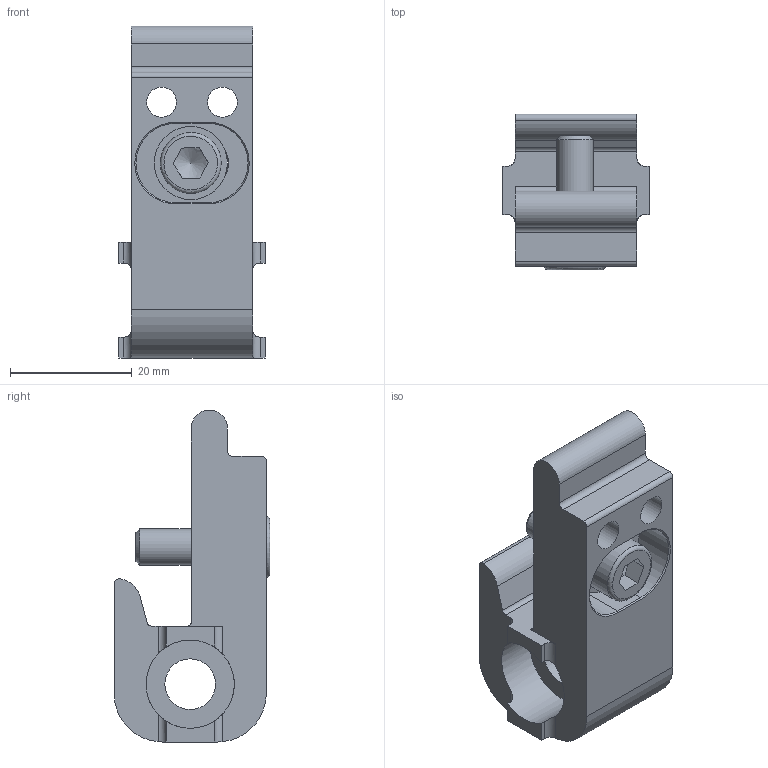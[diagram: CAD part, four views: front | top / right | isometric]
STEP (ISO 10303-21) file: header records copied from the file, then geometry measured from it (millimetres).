
FILE_DESCRIPTION(('STEP AP203'),'1');
FILE_NAME('SAFE08E1080.stp','2023-10-10T13:19:48',(' '),(' '),'Spatial InterOp 3D',' ',' ');
FILE_SCHEMA(('CONFIG_CONTROL_DESIGN'));
Length unit declared in the file: millimetre
Products named in the file (4): Butée de porte 8 Attache panneau 8; rondelle; vis; corps
Assembly tree (3 placements, depth 2):
  Butée de porte 8 Attache panneau 8
    rondelle
    vis
    corps
Bounding box: 24 x 25.6 x 54.5 mm (x, y, z)
Volume: 13696.2 mm3; surface area: 7420 mm2
Topology: 3 solids, 3 shells, 87 faces, 226 edges, 147 vertices
Faces by surface type: plane 48, cylinder 30, cone 8, revolution 1
Full cylindrical faces by diameter (mm): 4.917 x2, 6 x1, 6.4 x1, 8.3 x1, 10 x1, 12 x1, 14.5 x2
Entity records: 3026 total; most frequent: CARTESIAN_POINT 617, DIRECTION 434, ORIENTED_EDGE 416, EDGE_CURVE 208, AXIS2_PLACEMENT_3D 155, VERTEX_POINT 142, LINE 123, VECTOR 123
